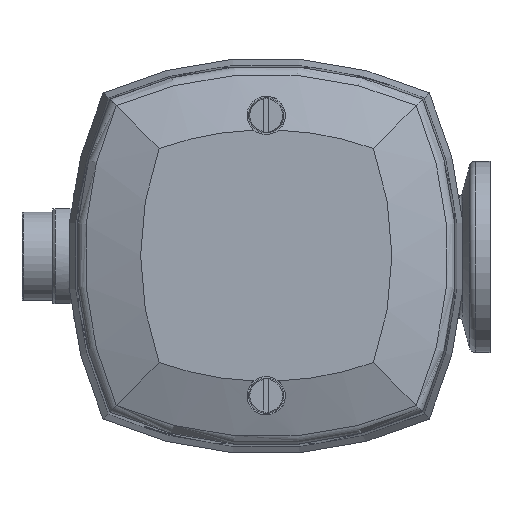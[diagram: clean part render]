
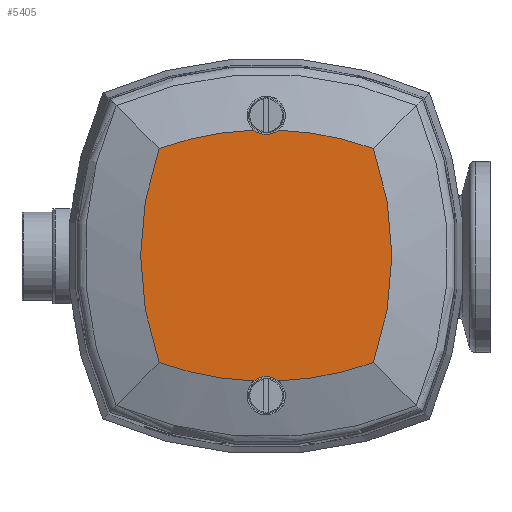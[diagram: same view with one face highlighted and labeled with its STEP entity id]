
A CAD part, top view. The second image highlights one B-rep face of the part: STEP entity #5405.
In plain terms, the highlighted planar face has unit normal (0, 0, 1).
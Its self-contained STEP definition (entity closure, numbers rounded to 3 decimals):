
#5405=ADVANCED_FACE('BCT_REF_53655',(#6441),#6182,.T.);
#6182=PLANE('',#15006);
#6441=FACE_OUTER_BOUND('',#7024,.T.);
#7024=EDGE_LOOP('',(#8298,#8299,#8300,#8301,#8302,#8303,#8304,#8305));
#8298=ORIENTED_EDGE('',*,*,#12840,.T.);
#8299=ORIENTED_EDGE('',*,*,#12841,.T.);
#8300=ORIENTED_EDGE('',*,*,#12842,.T.);
#8301=ORIENTED_EDGE('',*,*,#12843,.T.);
#8302=ORIENTED_EDGE('',*,*,#12844,.T.);
#8303=ORIENTED_EDGE('',*,*,#12845,.T.);
#8304=ORIENTED_EDGE('',*,*,#12846,.T.);
#8305=ORIENTED_EDGE('',*,*,#12847,.T.);
#11656=VERTEX_POINT('',#20373);
#11657=VERTEX_POINT('',#20374);
#11658=VERTEX_POINT('',#20376);
#11659=VERTEX_POINT('',#20378);
#11660=VERTEX_POINT('',#20380);
#11661=VERTEX_POINT('',#20382);
#11662=VERTEX_POINT('',#20384);
#11663=VERTEX_POINT('',#20386);
#12840=EDGE_CURVE('',#11656,#11657,#14385,.T.);
#12841=EDGE_CURVE('',#11657,#11658,#14386,.T.);
#12842=EDGE_CURVE('',#11658,#11659,#14387,.T.);
#12843=EDGE_CURVE('',#11659,#11660,#14388,.T.);
#12844=EDGE_CURVE('',#11660,#11661,#14389,.T.);
#12845=EDGE_CURVE('',#11661,#11662,#14390,.T.);
#12846=EDGE_CURVE('BCT_REF_43443',#11662,#11663,#14391,.T.);
#12847=EDGE_CURVE('',#11663,#11656,#14392,.T.);
#14385=CIRCLE('',#14998,3.);
#14386=CIRCLE('',#14999,49.651);
#14387=CIRCLE('',#15000,49.651);
#14388=CIRCLE('',#15001,49.651);
#14389=CIRCLE('',#15002,3.);
#14390=CIRCLE('',#15003,49.651);
#14391=CIRCLE('',#15004,49.651);
#14392=CIRCLE('',#15005,49.651);
#14998=AXIS2_PLACEMENT_3D('',#20372,#16355,#16356);
#14999=AXIS2_PLACEMENT_3D('',#20375,#16357,#16358);
#15000=AXIS2_PLACEMENT_3D('',#20377,#16359,#16360);
#15001=AXIS2_PLACEMENT_3D('',#20379,#16361,#16362);
#15002=AXIS2_PLACEMENT_3D('',#20381,#16363,#16364);
#15003=AXIS2_PLACEMENT_3D('',#20383,#16365,#16366);
#15004=AXIS2_PLACEMENT_3D('',#20385,#16367,#16368);
#15005=AXIS2_PLACEMENT_3D('',#20387,#16369,#16370);
#15006=AXIS2_PLACEMENT_3D('',#20388,#16371,#16372);
#16355=DIRECTION('',(0.,0.,-1.));
#16356=DIRECTION('',(-1.,0.,0.));
#16357=DIRECTION('',(0.,0.,1.));
#16358=DIRECTION('',(1.,0.,0.));
#16359=DIRECTION('',(0.,0.,1.));
#16360=DIRECTION('',(1.,0.,0.));
#16361=DIRECTION('',(0.,0.,1.));
#16362=DIRECTION('',(1.,0.,0.));
#16363=DIRECTION('',(0.,0.,-1.));
#16364=DIRECTION('',(-1.,0.,0.));
#16365=DIRECTION('',(0.,0.,1.));
#16366=DIRECTION('',(1.,0.,0.));
#16367=DIRECTION('',(0.,0.,1.));
#16368=DIRECTION('',(1.,0.,0.));
#16369=DIRECTION('',(0.,0.,1.));
#16370=DIRECTION('',(1.,0.,0.));
#16371=DIRECTION('',(0.,0.,1.));
#16372=DIRECTION('',(1.,0.,0.));
#20372=CARTESIAN_POINT('',(0.,-21.925,40.));
#20373=CARTESIAN_POINT('',(-1.913,-19.614,40.));
#20374=CARTESIAN_POINT('',(1.913,-19.614,40.));
#20375=CARTESIAN_POINT('',(0.,30.,40.));
#20376=CARTESIAN_POINT('',(16.743,-16.743,40.));
#20377=CARTESIAN_POINT('',(-30.,0.,40.));
#20378=CARTESIAN_POINT('',(16.743,16.743,40.));
#20379=CARTESIAN_POINT('',(0.,-30.,40.));
#20380=CARTESIAN_POINT('',(1.913,19.614,40.));
#20381=CARTESIAN_POINT('',(0.,21.925,40.));
#20382=CARTESIAN_POINT('',(-1.913,19.614,40.));
#20383=CARTESIAN_POINT('',(0.,-30.,40.));
#20384=CARTESIAN_POINT('',(-16.743,16.743,40.));
#20385=CARTESIAN_POINT('',(30.,0.,40.));
#20386=CARTESIAN_POINT('',(-16.743,-16.743,40.));
#20387=CARTESIAN_POINT('',(0.,30.,40.));
#20388=CARTESIAN_POINT('',(15.,-15.,40.));
